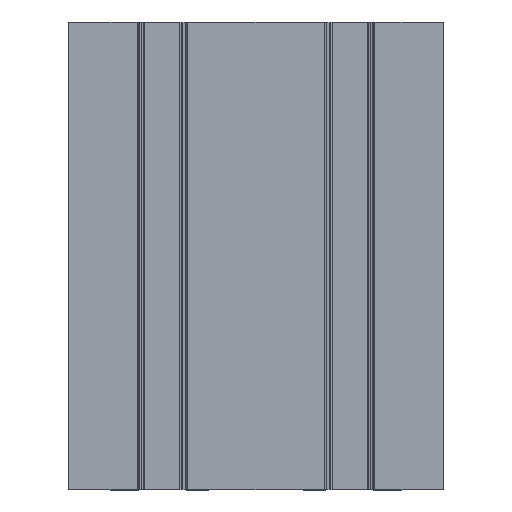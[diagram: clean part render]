
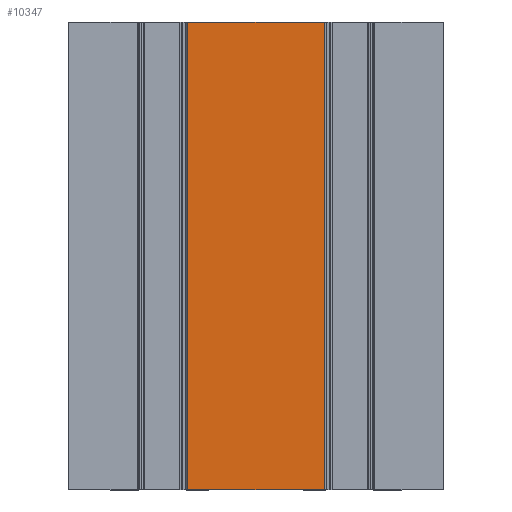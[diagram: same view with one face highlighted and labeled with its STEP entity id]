
A CAD part, front view. The second image highlights one B-rep face of the part: STEP entity #10347.
In plain terms, the highlighted planar face has unit normal (0, -1, 0).
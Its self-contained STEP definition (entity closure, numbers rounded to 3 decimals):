
#91 = DIRECTION ( 'NONE',  ( 0., 0., -1. ) ) ;
#149 = CARTESIAN_POINT ( 'NONE',  ( 6955.328, 2859.273, 100. ) ) ;
#378 = EDGE_CURVE ( 'NONE', #4189, #7414, #4740, .T. ) ;
#1317 = DIRECTION ( 'NONE',  ( 0., 0., 1. ) ) ;
#2429 = DIRECTION ( 'NONE',  ( 0., 0., 1. ) ) ;
#4189 = VERTEX_POINT ( 'NONE', #6457 ) ;
#4332 = CARTESIAN_POINT ( 'NONE',  ( 6926.128, 2859.273, 100. ) ) ;
#4469 = VECTOR ( 'NONE', #2429, 1000. ) ;
#4740 = LINE ( 'NONE', #149, #14142 ) ;
#4791 = ORIENTED_EDGE ( 'NONE', *, *, #13863, .F. ) ;
#4793 = VECTOR ( 'NONE', #9270, 1000. ) ;
#5119 = ORIENTED_EDGE ( 'NONE', *, *, #6393, .F. ) ;
#5132 = ORIENTED_EDGE ( 'NONE', *, *, #7754, .F. ) ;
#5252 = VECTOR ( 'NONE', #13472, 1000. ) ;
#5505 = CARTESIAN_POINT ( 'NONE',  ( 6926.128, 2859.273, 0. ) ) ;
#5719 = VERTEX_POINT ( 'NONE', #4332 ) ;
#6062 = ORIENTED_EDGE ( 'NONE', *, *, #378, .F. ) ;
#6393 = EDGE_CURVE ( 'NONE', #5719, #4189, #7572, .T. ) ;
#6457 = CARTESIAN_POINT ( 'NONE',  ( 6955.328, 2859.273, 100. ) ) ;
#6854 = VERTEX_POINT ( 'NONE', #5505 ) ;
#7414 = VERTEX_POINT ( 'NONE', #9685 ) ;
#7572 = LINE ( 'NONE', #8095, #4793 ) ;
#7754 = EDGE_CURVE ( 'NONE', #7414, #6854, #14272, .T. ) ;
#7982 = LINE ( 'NONE', #8284, #4469 ) ;
#8095 = CARTESIAN_POINT ( 'NONE',  ( 6925.628, 2859.273, 100. ) ) ;
#8284 = CARTESIAN_POINT ( 'NONE',  ( 6926.128, 2859.273, 100. ) ) ;
#8377 = DIRECTION ( 'NONE',  ( 0., 1., 0. ) ) ;
#9270 = DIRECTION ( 'NONE',  ( 1., 0., 0. ) ) ;
#9523 = FACE_OUTER_BOUND ( 'NONE', #13498, .T. ) ;
#9685 = CARTESIAN_POINT ( 'NONE',  ( 6955.328, 2859.273, 0. ) ) ;
#10347 = ADVANCED_FACE ( 'NONE', ( #9523 ), #12997, .F. ) ;
#11861 = CARTESIAN_POINT ( 'NONE',  ( 6955.328, 2859.273, 100. ) ) ;
#12293 = CARTESIAN_POINT ( 'NONE',  ( 6925.628, 2859.273, 0. ) ) ;
#12997 = PLANE ( 'NONE',  #14218 ) ;
#13472 = DIRECTION ( 'NONE',  ( -1., 0., 0. ) ) ;
#13498 = EDGE_LOOP ( 'NONE', ( #6062, #5119, #4791, #5132 ) ) ;
#13863 = EDGE_CURVE ( 'NONE', #6854, #5719, #7982, .T. ) ;
#14142 = VECTOR ( 'NONE', #91, 1000. ) ;
#14218 = AXIS2_PLACEMENT_3D ( 'NONE', #11861, #8377, #1317 ) ;
#14272 = LINE ( 'NONE', #12293, #5252 ) ;
